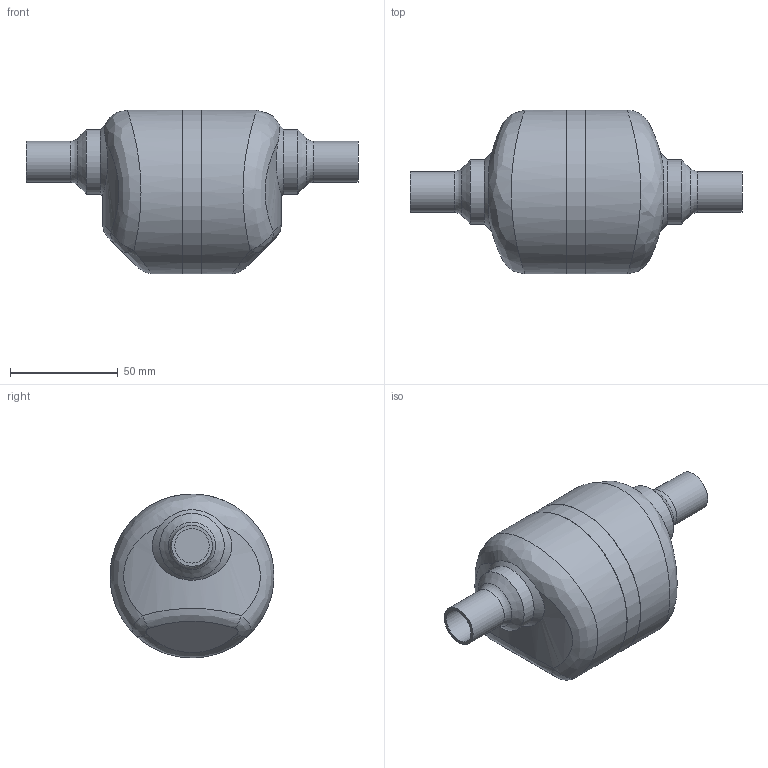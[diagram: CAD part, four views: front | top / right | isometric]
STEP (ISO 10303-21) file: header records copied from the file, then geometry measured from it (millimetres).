
FILE_DESCRIPTION(/* description */ (''),/* implementation_level */ '2;1');
FILE_NAME(/* name */ 'ss3v0-015-BW-00_SYM.stp',/* time_stamp */ '2015-07-23T13:00:31+09:00',/* author */ ('asada'),/* organization */ (''),/* preprocessor_version */ 'ST-DEVELOPER v15.6',/* originating_system */ 'Autodesk Inventor 2015',/* authorisation */ '');
FILE_SCHEMA (('AUTOMOTIVE_DESIGN { 1 0 10303 214 3 1 1 }'));
Length unit declared in the file: millimetre
Products named in the file (1): ss3v0-015-BW-00_SYM
Bounding box: 154 x 76 x 76 mm (x, y, z)
Volume: 349466.9 mm3; surface area: 39285.7 mm2
Topology: 1 solids, 1 shells, 40 faces, 82 edges, 50 vertices
Faces by surface type: cylinder 13, bspline 11, plane 10, cone 4, torus 2
Full cylindrical faces by diameter (mm): 16 x2, 19 x2, 30 x2, 60 x2, 76 x3
Entity records: 1878 total; most frequent: CARTESIAN_POINT 1157, DIRECTION 138, ORIENTED_EDGE 118, AXIS2_PLACEMENT_3D 69, EDGE_LOOP 63, EDGE_CURVE 59, VERTEX_POINT 44, FACE_OUTER_BOUND 40
